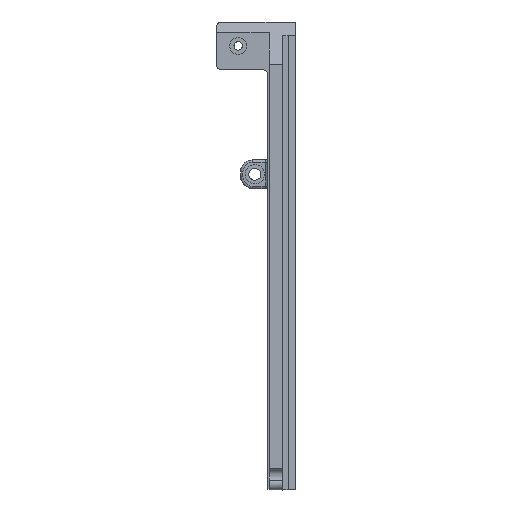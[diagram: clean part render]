
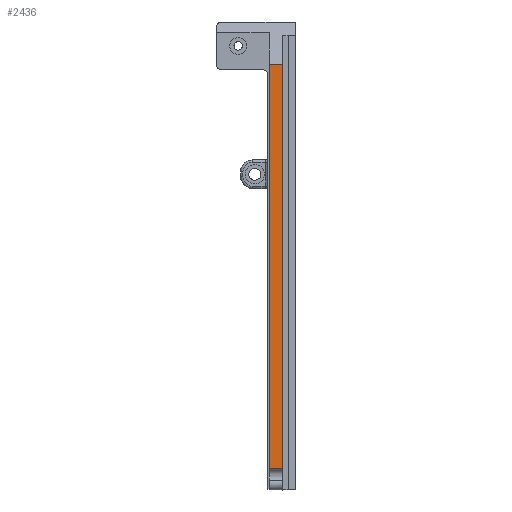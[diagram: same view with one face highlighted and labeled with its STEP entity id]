
A CAD part, left-side view. The second image highlights one B-rep face of the part: STEP entity #2436.
In plain terms, the highlighted planar face has unit normal (-1, 0, 0).
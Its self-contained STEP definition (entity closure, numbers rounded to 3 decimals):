
#123=FACE_OUTER_BOUND('',#262,.T.);
#262=EDGE_LOOP('',(#1634,#1635,#1636,#1637));
#565=LINE('',#3670,#792);
#567=LINE('',#3674,#794);
#568=LINE('',#3676,#795);
#569=LINE('',#3677,#796);
#792=VECTOR('',#2878,10.);
#794=VECTOR('',#2882,10.);
#795=VECTOR('',#2883,10.);
#796=VECTOR('',#2884,10.);
#1021=VERTEX_POINT('',#3667);
#1022=VERTEX_POINT('',#3669);
#1023=VERTEX_POINT('',#3673);
#1024=VERTEX_POINT('',#3675);
#1261=EDGE_CURVE('',#1022,#1021,#565,.T.);
#1263=EDGE_CURVE('',#1021,#1023,#567,.T.);
#1264=EDGE_CURVE('',#1023,#1024,#568,.T.);
#1265=EDGE_CURVE('',#1022,#1024,#569,.T.);
#1634=ORIENTED_EDGE('',*,*,#1261,.T.);
#1635=ORIENTED_EDGE('',*,*,#1263,.T.);
#1636=ORIENTED_EDGE('',*,*,#1264,.T.);
#1637=ORIENTED_EDGE('',*,*,#1265,.F.);
#2372=PLANE('',#2591);
#2436=ADVANCED_FACE('',(#123),#2372,.T.);
#2591=AXIS2_PLACEMENT_3D('',#3672,#2880,#2881);
#2878=DIRECTION('',(0.,0.,-1.));
#2880=DIRECTION('center_axis',(-1.,0.,0.));
#2881=DIRECTION('ref_axis',(0.,-1.,0.));
#2882=DIRECTION('',(0.,-1.,0.));
#2883=DIRECTION('',(0.,0.,1.));
#2884=DIRECTION('',(0.,-1.,0.));
#3667=CARTESIAN_POINT('',(-74.932,5.294,-176.651));
#3669=CARTESIAN_POINT('',(-74.932,5.294,-7.261));
#3670=CARTESIAN_POINT('',(-74.932,5.294,-504.759));
#3672=CARTESIAN_POINT('Origin',(-74.932,5.494,-504.759));
#3673=CARTESIAN_POINT('',(-74.932,-0.256,-176.651));
#3674=CARTESIAN_POINT('',(-74.932,-2.706,-176.651));
#3675=CARTESIAN_POINT('',(-74.932,-0.256,-7.261));
#3676=CARTESIAN_POINT('',(-74.932,-0.256,-504.759));
#3677=CARTESIAN_POINT('',(-74.932,8.156,-7.261));
